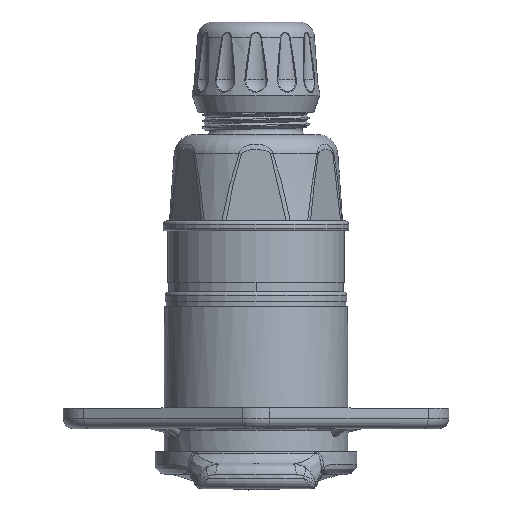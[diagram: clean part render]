
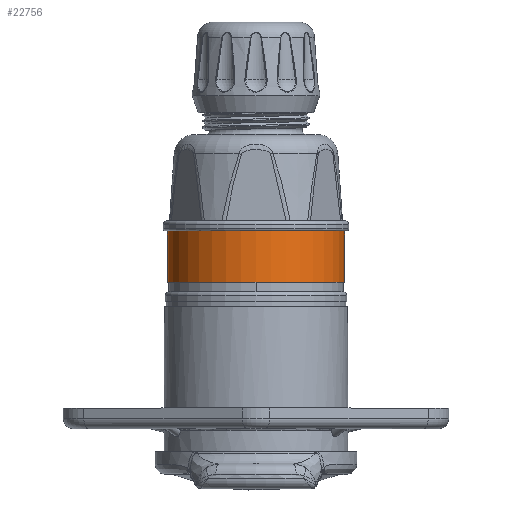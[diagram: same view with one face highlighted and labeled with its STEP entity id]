
A CAD part, top view. The second image highlights one B-rep face of the part: STEP entity #22756.
In plain terms, the highlighted cylindrical face has radius 21.5 mm (diameter 43 mm), a partial arc.
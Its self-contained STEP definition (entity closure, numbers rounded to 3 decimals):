
#6921=DIRECTION('',(0.,1.,0.));
#6922=VECTOR('',#6921,12.5);
#6923=CARTESIAN_POINT('',(21.5,35.5,0.));
#6924=LINE('',#6923,#6922);
#6925=DIRECTION('',(0.,1.,0.));
#6926=VECTOR('',#6925,12.5);
#6927=CARTESIAN_POINT('',(-21.5,35.5,0.));
#6928=LINE('',#6927,#6926);
#6934=CARTESIAN_POINT('',(0.,35.5,0.));
#6935=DIRECTION('',(0.,-1.,0.));
#6936=DIRECTION('',(1.,0.,0.));
#6937=AXIS2_PLACEMENT_3D('',#6934,#6935,#6936);
#6939=CARTESIAN_POINT('',(0.,48.,0.));
#6940=DIRECTION('',(0.,-1.,0.));
#6941=DIRECTION('',(1.,0.,0.));
#6942=AXIS2_PLACEMENT_3D('',#6939,#6940,#6941);
#14855=CARTESIAN_POINT('',(21.5,35.5,0.));
#14856=CARTESIAN_POINT('',(21.5,48.,0.));
#14857=VERTEX_POINT('',#14855);
#14858=VERTEX_POINT('',#14856);
#14859=CARTESIAN_POINT('',(-21.5,35.5,0.));
#14860=CARTESIAN_POINT('',(-21.5,48.,0.));
#14861=VERTEX_POINT('',#14859);
#14862=VERTEX_POINT('',#14860);
#22744=CARTESIAN_POINT('',(0.,88.735,0.));
#22745=DIRECTION('',(0.,-1.,0.));
#22746=DIRECTION('',(-1.,0.,0.));
#22747=AXIS2_PLACEMENT_3D('',#22744,#22745,#22746);
#22748=CYLINDRICAL_SURFACE('',#22747,21.5);
#22749=ORIENTED_EDGE('',*,*,#22734,.F.);
#22750=ORIENTED_EDGE('',*,*,#22719,.T.);
#22751=ORIENTED_EDGE('',*,*,#22738,.T.);
#22753=ORIENTED_EDGE('',*,*,#22752,.F.);
#22754=EDGE_LOOP('',(#22749,#22750,#22751,#22753));
#22755=FACE_OUTER_BOUND('',#22754,.F.);
#22756=ADVANCED_FACE('',(#22755),#22748,.T.);
#6938=CIRCLE('',#6937,21.5);
#6943=CIRCLE('',#6942,21.5);
#22719=EDGE_CURVE('',#14857,#14861,#6938,.T.);
#22734=EDGE_CURVE('',#14857,#14858,#6924,.T.);
#22738=EDGE_CURVE('',#14861,#14862,#6928,.T.);
#22752=EDGE_CURVE('',#14858,#14862,#6943,.T.);
